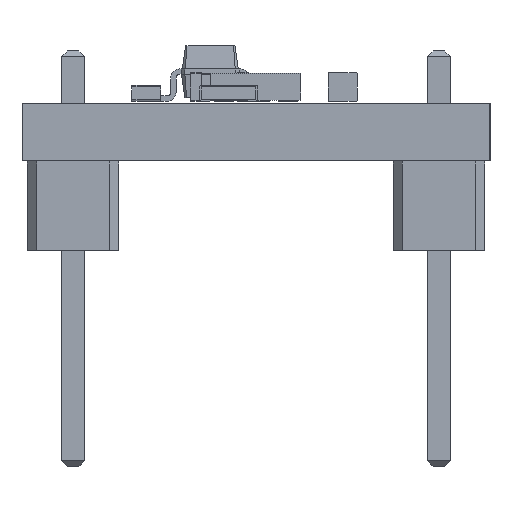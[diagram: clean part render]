
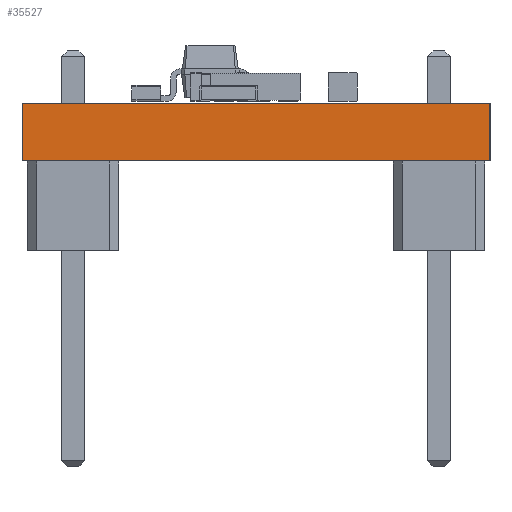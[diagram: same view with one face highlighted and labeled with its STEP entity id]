
A CAD part, left-side view. The second image highlights one B-rep face of the part: STEP entity #35527.
In plain terms, the highlighted planar face has unit normal (-1, 0, 0).
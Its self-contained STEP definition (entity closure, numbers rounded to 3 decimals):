
#35346 = PLANE('',#35347);
#35347 = AXIS2_PLACEMENT_3D('',#35348,#35349,#35350);
#35348 = CARTESIAN_POINT('',(-145.94,97.94,0.));
#35349 = DIRECTION('',(0.,-1.,0.));
#35350 = DIRECTION('',(-1.,0.,0.));
#35371 = VERTEX_POINT('',#35372);
#35372 = CARTESIAN_POINT('',(-163.94,97.94,1.6));
#35386 = PLANE('',#35387);
#35387 = AXIS2_PLACEMENT_3D('',#35388,#35389,#35390);
#35388 = CARTESIAN_POINT('',(-154.94,91.44,1.6));
#35389 = DIRECTION('',(0.,0.,1.));
#35390 = DIRECTION('',(1.,0.,-0.));
#35398 = EDGE_CURVE('',#35399,#35371,#35401,.T.);
#35399 = VERTEX_POINT('',#35400);
#35400 = CARTESIAN_POINT('',(-163.94,97.94,0.));
#35401 = SURFACE_CURVE('',#35402,(#35406,#35413),.PCURVE_S1.);
#35402 = LINE('',#35403,#35404);
#35403 = CARTESIAN_POINT('',(-163.94,97.94,0.));
#35404 = VECTOR('',#35405,1.);
#35405 = DIRECTION('',(0.,0.,1.));
#35406 = PCURVE('',#35346,#35407);
#35407 = DEFINITIONAL_REPRESENTATION('',(#35408),#35412);
#35408 = LINE('',#35409,#35410);
#35409 = CARTESIAN_POINT('',(18.,0.));
#35410 = VECTOR('',#35411,1.);
#35411 = DIRECTION('',(0.,-1.));
#35412 = ( GEOMETRIC_REPRESENTATION_CONTEXT(2) 
PARAMETRIC_REPRESENTATION_CONTEXT() REPRESENTATION_CONTEXT('2D SPACE',''
  ) );
#35413 = PCURVE('',#35414,#35419);
#35414 = PLANE('',#35415);
#35415 = AXIS2_PLACEMENT_3D('',#35416,#35417,#35418);
#35416 = CARTESIAN_POINT('',(-163.94,97.94,0.));
#35417 = DIRECTION('',(1.,0.,-0.));
#35418 = DIRECTION('',(0.,-1.,0.));
#35419 = DEFINITIONAL_REPRESENTATION('',(#35420),#35424);
#35420 = LINE('',#35421,#35422);
#35421 = CARTESIAN_POINT('',(0.,0.));
#35422 = VECTOR('',#35423,1.);
#35423 = DIRECTION('',(0.,-1.));
#35424 = ( GEOMETRIC_REPRESENTATION_CONTEXT(2) 
PARAMETRIC_REPRESENTATION_CONTEXT() REPRESENTATION_CONTEXT('2D SPACE',''
  ) );
#35440 = PLANE('',#35441);
#35441 = AXIS2_PLACEMENT_3D('',#35442,#35443,#35444);
#35442 = CARTESIAN_POINT('',(-154.94,91.44,0.));
#35443 = DIRECTION('',(0.,0.,1.));
#35444 = DIRECTION('',(1.,0.,-0.));
#35473 = PLANE('',#35474);
#35474 = AXIS2_PLACEMENT_3D('',#35475,#35476,#35477);
#35475 = CARTESIAN_POINT('',(-163.94,84.94,0.));
#35476 = DIRECTION('',(0.,1.,0.));
#35477 = DIRECTION('',(1.,0.,0.));
#35527 = ADVANCED_FACE('',(#35528),#35414,.F.);
#35528 = FACE_BOUND('',#35529,.F.);
#35529 = EDGE_LOOP('',(#35530,#35531,#35554,#35577));
#35530 = ORIENTED_EDGE('',*,*,#35398,.T.);
#35531 = ORIENTED_EDGE('',*,*,#35532,.T.);
#35532 = EDGE_CURVE('',#35371,#35533,#35535,.T.);
#35533 = VERTEX_POINT('',#35534);
#35534 = CARTESIAN_POINT('',(-163.94,84.94,1.6));
#35535 = SURFACE_CURVE('',#35536,(#35540,#35547),.PCURVE_S1.);
#35536 = LINE('',#35537,#35538);
#35537 = CARTESIAN_POINT('',(-163.94,97.94,1.6));
#35538 = VECTOR('',#35539,1.);
#35539 = DIRECTION('',(0.,-1.,0.));
#35540 = PCURVE('',#35414,#35541);
#35541 = DEFINITIONAL_REPRESENTATION('',(#35542),#35546);
#35542 = LINE('',#35543,#35544);
#35543 = CARTESIAN_POINT('',(0.,-1.6));
#35544 = VECTOR('',#35545,1.);
#35545 = DIRECTION('',(1.,0.));
#35546 = ( GEOMETRIC_REPRESENTATION_CONTEXT(2) 
PARAMETRIC_REPRESENTATION_CONTEXT() REPRESENTATION_CONTEXT('2D SPACE',''
  ) );
#35547 = PCURVE('',#35386,#35548);
#35548 = DEFINITIONAL_REPRESENTATION('',(#35549),#35553);
#35549 = LINE('',#35550,#35551);
#35550 = CARTESIAN_POINT('',(-9.,6.5));
#35551 = VECTOR('',#35552,1.);
#35552 = DIRECTION('',(0.,-1.));
#35553 = ( GEOMETRIC_REPRESENTATION_CONTEXT(2) 
PARAMETRIC_REPRESENTATION_CONTEXT() REPRESENTATION_CONTEXT('2D SPACE',''
  ) );
#35554 = ORIENTED_EDGE('',*,*,#35555,.F.);
#35555 = EDGE_CURVE('',#35556,#35533,#35558,.T.);
#35556 = VERTEX_POINT('',#35557);
#35557 = CARTESIAN_POINT('',(-163.94,84.94,0.));
#35558 = SURFACE_CURVE('',#35559,(#35563,#35570),.PCURVE_S1.);
#35559 = LINE('',#35560,#35561);
#35560 = CARTESIAN_POINT('',(-163.94,84.94,0.));
#35561 = VECTOR('',#35562,1.);
#35562 = DIRECTION('',(0.,0.,1.));
#35563 = PCURVE('',#35414,#35564);
#35564 = DEFINITIONAL_REPRESENTATION('',(#35565),#35569);
#35565 = LINE('',#35566,#35567);
#35566 = CARTESIAN_POINT('',(13.,0.));
#35567 = VECTOR('',#35568,1.);
#35568 = DIRECTION('',(0.,-1.));
#35569 = ( GEOMETRIC_REPRESENTATION_CONTEXT(2) 
PARAMETRIC_REPRESENTATION_CONTEXT() REPRESENTATION_CONTEXT('2D SPACE',''
  ) );
#35570 = PCURVE('',#35473,#35571);
#35571 = DEFINITIONAL_REPRESENTATION('',(#35572),#35576);
#35572 = LINE('',#35573,#35574);
#35573 = CARTESIAN_POINT('',(0.,0.));
#35574 = VECTOR('',#35575,1.);
#35575 = DIRECTION('',(0.,-1.));
#35576 = ( GEOMETRIC_REPRESENTATION_CONTEXT(2) 
PARAMETRIC_REPRESENTATION_CONTEXT() REPRESENTATION_CONTEXT('2D SPACE',''
  ) );
#35577 = ORIENTED_EDGE('',*,*,#35578,.F.);
#35578 = EDGE_CURVE('',#35399,#35556,#35579,.T.);
#35579 = SURFACE_CURVE('',#35580,(#35584,#35591),.PCURVE_S1.);
#35580 = LINE('',#35581,#35582);
#35581 = CARTESIAN_POINT('',(-163.94,97.94,0.));
#35582 = VECTOR('',#35583,1.);
#35583 = DIRECTION('',(0.,-1.,0.));
#35584 = PCURVE('',#35414,#35585);
#35585 = DEFINITIONAL_REPRESENTATION('',(#35586),#35590);
#35586 = LINE('',#35587,#35588);
#35587 = CARTESIAN_POINT('',(0.,0.));
#35588 = VECTOR('',#35589,1.);
#35589 = DIRECTION('',(1.,0.));
#35590 = ( GEOMETRIC_REPRESENTATION_CONTEXT(2) 
PARAMETRIC_REPRESENTATION_CONTEXT() REPRESENTATION_CONTEXT('2D SPACE',''
  ) );
#35591 = PCURVE('',#35440,#35592);
#35592 = DEFINITIONAL_REPRESENTATION('',(#35593),#35597);
#35593 = LINE('',#35594,#35595);
#35594 = CARTESIAN_POINT('',(-9.,6.5));
#35595 = VECTOR('',#35596,1.);
#35596 = DIRECTION('',(0.,-1.));
#35597 = ( GEOMETRIC_REPRESENTATION_CONTEXT(2) 
PARAMETRIC_REPRESENTATION_CONTEXT() REPRESENTATION_CONTEXT('2D SPACE',''
  ) );
